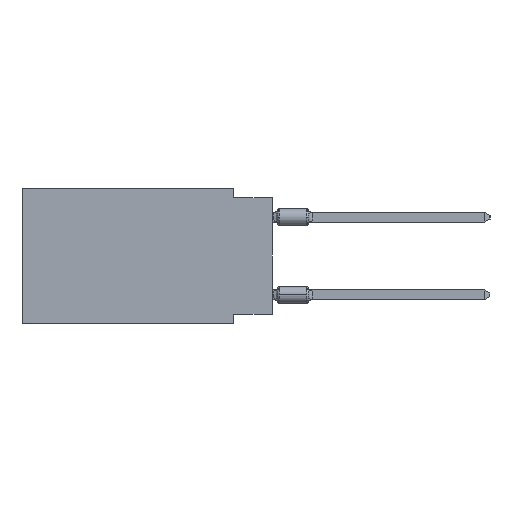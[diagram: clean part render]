
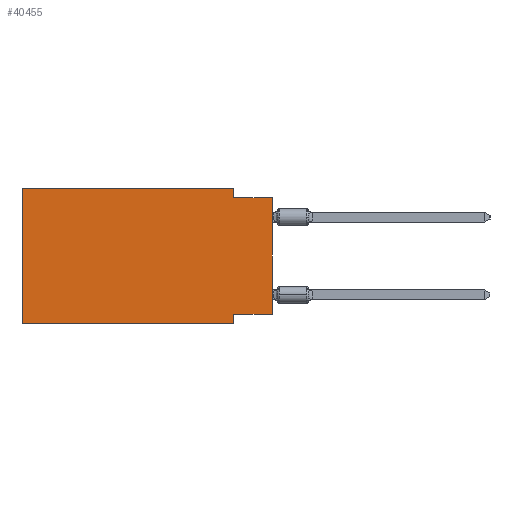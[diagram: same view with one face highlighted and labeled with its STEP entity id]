
A CAD part, left-side view. The second image highlights one B-rep face of the part: STEP entity #40455.
In plain terms, the highlighted planar face has unit normal (-1, 0, 0).
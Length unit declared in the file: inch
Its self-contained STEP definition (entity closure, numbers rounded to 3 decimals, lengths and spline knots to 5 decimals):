
#302 = VERTEX_POINT ( 'NONE', #63878 ) ;
#1589 = AXIS2_PLACEMENT_3D ( 'NONE', #23280, #17131, #41784 ) ;
#3168 = LINE ( 'NONE', #42783, #32609 ) ;
#3457 = FACE_OUTER_BOUND ( 'NONE', #37513, .T. ) ;
#5112 = CARTESIAN_POINT ( 'NONE',  ( 0., 0.1, -0.025 ) ) ;
#8151 = DIRECTION ( 'NONE',  ( 0., 0., -1. ) ) ;
#8237 = DIRECTION ( 'NONE',  ( 0., 0., -1. ) ) ;
#8319 = ORIENTED_EDGE ( 'NONE', *, *, #30678, .F. ) ;
#9142 = CARTESIAN_POINT ( 'NONE',  ( 0., 0.1, -0.35 ) ) ;
#9951 = CARTESIAN_POINT ( 'NONE',  ( 0., 0., -0.025 ) ) ;
#10940 = VECTOR ( 'NONE', #44723, 39.37008 ) ;
#13753 = EDGE_CURVE ( 'NONE', #24768, #302, #18123, .T. ) ;
#15430 = CARTESIAN_POINT ( 'NONE',  ( 0., 0.1, -0.325 ) ) ;
#17131 = DIRECTION ( 'NONE',  ( 1., 0., 0. ) ) ;
#17863 = ORIENTED_EDGE ( 'NONE', *, *, #13753, .F. ) ;
#17973 = ORIENTED_EDGE ( 'NONE', *, *, #36541, .F. ) ;
#18123 = LINE ( 'NONE', #47671, #33987 ) ;
#22174 = EDGE_CURVE ( 'NONE', #56194, #28463, #42468, .T. ) ;
#22266 = EDGE_CURVE ( 'NONE', #27939, #24768, #3168, .T. ) ;
#23018 = EDGE_CURVE ( 'NONE', #28463, #54682, #47818, .T. ) ;
#23280 = CARTESIAN_POINT ( 'NONE',  ( 0., 0.645, 0. ) ) ;
#24345 = VECTOR ( 'NONE', #57411, 39.37008 ) ;
#24384 = EDGE_CURVE ( 'NONE', #56194, #49758, #44650, .T. ) ;
#24422 = VECTOR ( 'NONE', #8151, 39.37008 ) ;
#24768 = VERTEX_POINT ( 'NONE', #33211 ) ;
#24929 = CARTESIAN_POINT ( 'NONE',  ( 0., 0.645, -0.35 ) ) ;
#25109 = ORIENTED_EDGE ( 'NONE', *, *, #23018, .F. ) ;
#26759 = CARTESIAN_POINT ( 'NONE',  ( 0., 0.1, -0.35 ) ) ;
#27939 = VERTEX_POINT ( 'NONE', #30115 ) ;
#28075 = EDGE_CURVE ( 'NONE', #27939, #54682, #49623, .T. ) ;
#28463 = VERTEX_POINT ( 'NONE', #15430 ) ;
#30115 = CARTESIAN_POINT ( 'NONE',  ( 0., 0.645, -0.35 ) ) ;
#30678 = EDGE_CURVE ( 'NONE', #302, #52078, #31520, .T. ) ;
#31520 = LINE ( 'NONE', #52622, #24422 ) ;
#32390 = CARTESIAN_POINT ( 'NONE',  ( 0., 0., -0.325 ) ) ;
#32609 = VECTOR ( 'NONE', #62601, 39.37008 ) ;
#32709 = LINE ( 'NONE', #56770, #37537 ) ;
#33211 = CARTESIAN_POINT ( 'NONE',  ( 0., 0.645, 0. ) ) ;
#33987 = VECTOR ( 'NONE', #41506, 39.37008 ) ;
#34904 = VECTOR ( 'NONE', #44001, 39.37008 ) ;
#36541 = EDGE_CURVE ( 'NONE', #52078, #49758, #32709, .T. ) ;
#37513 = EDGE_LOOP ( 'NONE', ( #59010, #17973, #8319, #17863, #59427, #60239, #25109, #41239 ) ) ;
#37537 = VECTOR ( 'NONE', #52525, 39.37008 ) ;
#37548 = PLANE ( 'NONE',  #1589 ) ;
#40455 = ADVANCED_FACE ( 'NONE', ( #3457 ), #37548, .F. ) ;
#41239 = ORIENTED_EDGE ( 'NONE', *, *, #22174, .F. ) ;
#41506 = DIRECTION ( 'NONE',  ( 0., -1., 0. ) ) ;
#41784 = DIRECTION ( 'NONE',  ( 0., 0., -1. ) ) ;
#42468 = LINE ( 'NONE', #32390, #24345 ) ;
#42783 = CARTESIAN_POINT ( 'NONE',  ( 0., 0.645, 0. ) ) ;
#44001 = DIRECTION ( 'NONE',  ( 0., 0., 1. ) ) ;
#44650 = LINE ( 'NONE', #63190, #34904 ) ;
#44723 = DIRECTION ( 'NONE',  ( 0., -1., 0. ) ) ;
#47671 = CARTESIAN_POINT ( 'NONE',  ( 0., 0.645, 0. ) ) ;
#47818 = LINE ( 'NONE', #26759, #52353 ) ;
#49623 = LINE ( 'NONE', #24929, #10940 ) ;
#49758 = VERTEX_POINT ( 'NONE', #9951 ) ;
#51919 = CARTESIAN_POINT ( 'NONE',  ( 0., 0., -0.325 ) ) ;
#52078 = VERTEX_POINT ( 'NONE', #5112 ) ;
#52353 = VECTOR ( 'NONE', #8237, 39.37008 ) ;
#52525 = DIRECTION ( 'NONE',  ( 0., -1., 0. ) ) ;
#52622 = CARTESIAN_POINT ( 'NONE',  ( 0., 0.1, 0. ) ) ;
#54682 = VERTEX_POINT ( 'NONE', #9142 ) ;
#56194 = VERTEX_POINT ( 'NONE', #51919 ) ;
#56770 = CARTESIAN_POINT ( 'NONE',  ( 0., 0., -0.025 ) ) ;
#57411 = DIRECTION ( 'NONE',  ( 0., 1., 0. ) ) ;
#59010 = ORIENTED_EDGE ( 'NONE', *, *, #24384, .T. ) ;
#59427 = ORIENTED_EDGE ( 'NONE', *, *, #22266, .F. ) ;
#60239 = ORIENTED_EDGE ( 'NONE', *, *, #28075, .T. ) ;
#62601 = DIRECTION ( 'NONE',  ( 0., 0., 1. ) ) ;
#63190 = CARTESIAN_POINT ( 'NONE',  ( 0., 0., 0. ) ) ;
#63878 = CARTESIAN_POINT ( 'NONE',  ( 0., 0.1, 0. ) ) ;
